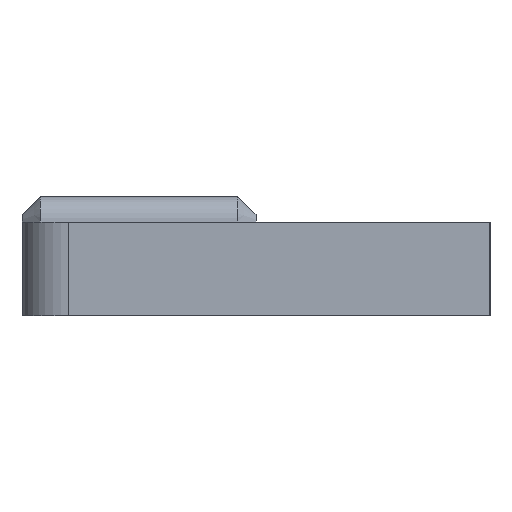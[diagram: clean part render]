
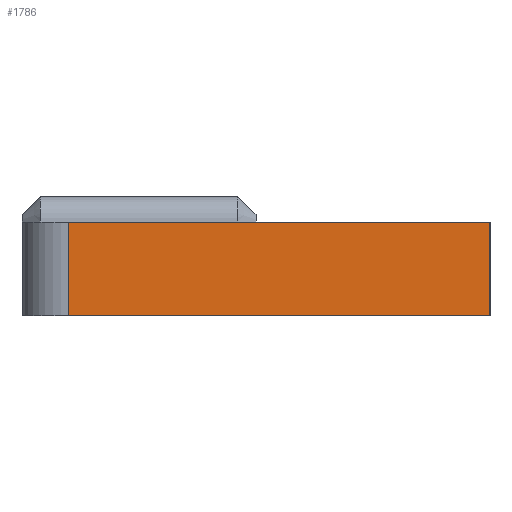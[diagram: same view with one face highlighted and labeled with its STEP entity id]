
A CAD part, left-side view. The second image highlights one B-rep face of the part: STEP entity #1786.
In plain terms, the highlighted planar face has unit normal (-1, 0, 0).
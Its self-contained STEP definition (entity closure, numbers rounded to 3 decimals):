
#32 = PLANE('',#33);
#33 = AXIS2_PLACEMENT_3D('',#34,#35,#36);
#34 = CARTESIAN_POINT('',(150.,182.976,4.));
#35 = DIRECTION('',(0.,0.,1.));
#36 = DIRECTION('',(1.,0.,0.));
#136 = VERTEX_POINT('',#137);
#137 = CARTESIAN_POINT('',(104.9,190.,4.));
#152 = CYLINDRICAL_SURFACE('',#153,2.);
#153 = AXIS2_PLACEMENT_3D('',#154,#155,#156);
#154 = CARTESIAN_POINT('',(106.9,190.,0.));
#155 = DIRECTION('',(-0.,-0.,-1.));
#156 = DIRECTION('',(1.,0.,0.));
#164 = EDGE_CURVE('',#165,#136,#167,.T.);
#165 = VERTEX_POINT('',#166);
#166 = CARTESIAN_POINT('',(104.9,172.,4.));
#167 = SURFACE_CURVE('',#168,(#172,#179),.PCURVE_S1.);
#168 = LINE('',#169,#170);
#169 = CARTESIAN_POINT('',(104.9,172.,4.));
#170 = VECTOR('',#171,1.);
#171 = DIRECTION('',(0.,1.,0.));
#172 = PCURVE('',#32,#173);
#173 = DEFINITIONAL_REPRESENTATION('',(#174),#178);
#174 = LINE('',#175,#176);
#175 = CARTESIAN_POINT('',(-45.1,-10.976));
#176 = VECTOR('',#177,1.);
#177 = DIRECTION('',(0.,1.));
#178 = ( GEOMETRIC_REPRESENTATION_CONTEXT(2) 
PARAMETRIC_REPRESENTATION_CONTEXT() REPRESENTATION_CONTEXT('2D SPACE',''
  ) );
#179 = PCURVE('',#180,#185);
#180 = PLANE('',#181);
#181 = AXIS2_PLACEMENT_3D('',#182,#183,#184);
#182 = CARTESIAN_POINT('',(104.9,172.,0.));
#183 = DIRECTION('',(-1.,0.,0.));
#184 = DIRECTION('',(0.,1.,0.));
#185 = DEFINITIONAL_REPRESENTATION('',(#186),#190);
#186 = LINE('',#187,#188);
#187 = CARTESIAN_POINT('',(0.,-4.));
#188 = VECTOR('',#189,1.);
#189 = DIRECTION('',(1.,0.));
#190 = ( GEOMETRIC_REPRESENTATION_CONTEXT(2) 
PARAMETRIC_REPRESENTATION_CONTEXT() REPRESENTATION_CONTEXT('2D SPACE',''
  ) );
#208 = PLANE('',#209);
#209 = AXIS2_PLACEMENT_3D('',#210,#211,#212);
#210 = CARTESIAN_POINT('',(104.9,172.,0.));
#211 = DIRECTION('',(0.,1.,0.));
#212 = DIRECTION('',(1.,0.,0.));
#1725 = PLANE('',#1726);
#1726 = AXIS2_PLACEMENT_3D('',#1727,#1728,#1729);
#1727 = CARTESIAN_POINT('',(150.,182.976,0.));
#1728 = DIRECTION('',(0.,0.,1.));
#1729 = DIRECTION('',(1.,0.,0.));
#1742 = EDGE_CURVE('',#1743,#136,#1745,.T.);
#1743 = VERTEX_POINT('',#1744);
#1744 = CARTESIAN_POINT('',(104.9,190.,0.));
#1745 = SURFACE_CURVE('',#1746,(#1750,#1757),.PCURVE_S1.);
#1746 = LINE('',#1747,#1748);
#1747 = CARTESIAN_POINT('',(104.9,190.,0.));
#1748 = VECTOR('',#1749,1.);
#1749 = DIRECTION('',(0.,0.,1.));
#1750 = PCURVE('',#152,#1751);
#1751 = DEFINITIONAL_REPRESENTATION('',(#1752),#1756);
#1752 = LINE('',#1753,#1754);
#1753 = CARTESIAN_POINT('',(-3.142,0.));
#1754 = VECTOR('',#1755,1.);
#1755 = DIRECTION('',(-0.,-1.));
#1756 = ( GEOMETRIC_REPRESENTATION_CONTEXT(2) 
PARAMETRIC_REPRESENTATION_CONTEXT() REPRESENTATION_CONTEXT('2D SPACE',''
  ) );
#1757 = PCURVE('',#180,#1758);
#1758 = DEFINITIONAL_REPRESENTATION('',(#1759),#1763);
#1759 = LINE('',#1760,#1761);
#1760 = CARTESIAN_POINT('',(18.,0.));
#1761 = VECTOR('',#1762,1.);
#1762 = DIRECTION('',(0.,-1.));
#1763 = ( GEOMETRIC_REPRESENTATION_CONTEXT(2) 
PARAMETRIC_REPRESENTATION_CONTEXT() REPRESENTATION_CONTEXT('2D SPACE',''
  ) );
#1786 = ADVANCED_FACE('',(#1787),#180,.T.);
#1787 = FACE_BOUND('',#1788,.T.);
#1788 = EDGE_LOOP('',(#1789,#1812,#1813,#1814));
#1789 = ORIENTED_EDGE('',*,*,#1790,.T.);
#1790 = EDGE_CURVE('',#1791,#165,#1793,.T.);
#1791 = VERTEX_POINT('',#1792);
#1792 = CARTESIAN_POINT('',(104.9,172.,0.));
#1793 = SURFACE_CURVE('',#1794,(#1798,#1805),.PCURVE_S1.);
#1794 = LINE('',#1795,#1796);
#1795 = CARTESIAN_POINT('',(104.9,172.,0.));
#1796 = VECTOR('',#1797,1.);
#1797 = DIRECTION('',(0.,0.,1.));
#1798 = PCURVE('',#180,#1799);
#1799 = DEFINITIONAL_REPRESENTATION('',(#1800),#1804);
#1800 = LINE('',#1801,#1802);
#1801 = CARTESIAN_POINT('',(0.,0.));
#1802 = VECTOR('',#1803,1.);
#1803 = DIRECTION('',(0.,-1.));
#1804 = ( GEOMETRIC_REPRESENTATION_CONTEXT(2) 
PARAMETRIC_REPRESENTATION_CONTEXT() REPRESENTATION_CONTEXT('2D SPACE',''
  ) );
#1805 = PCURVE('',#208,#1806);
#1806 = DEFINITIONAL_REPRESENTATION('',(#1807),#1811);
#1807 = LINE('',#1808,#1809);
#1808 = CARTESIAN_POINT('',(0.,0.));
#1809 = VECTOR('',#1810,1.);
#1810 = DIRECTION('',(0.,-1.));
#1811 = ( GEOMETRIC_REPRESENTATION_CONTEXT(2) 
PARAMETRIC_REPRESENTATION_CONTEXT() REPRESENTATION_CONTEXT('2D SPACE',''
  ) );
#1812 = ORIENTED_EDGE('',*,*,#164,.T.);
#1813 = ORIENTED_EDGE('',*,*,#1742,.F.);
#1814 = ORIENTED_EDGE('',*,*,#1815,.F.);
#1815 = EDGE_CURVE('',#1791,#1743,#1816,.T.);
#1816 = SURFACE_CURVE('',#1817,(#1821,#1828),.PCURVE_S1.);
#1817 = LINE('',#1818,#1819);
#1818 = CARTESIAN_POINT('',(104.9,172.,0.));
#1819 = VECTOR('',#1820,1.);
#1820 = DIRECTION('',(0.,1.,0.));
#1821 = PCURVE('',#180,#1822);
#1822 = DEFINITIONAL_REPRESENTATION('',(#1823),#1827);
#1823 = LINE('',#1824,#1825);
#1824 = CARTESIAN_POINT('',(0.,0.));
#1825 = VECTOR('',#1826,1.);
#1826 = DIRECTION('',(1.,0.));
#1827 = ( GEOMETRIC_REPRESENTATION_CONTEXT(2) 
PARAMETRIC_REPRESENTATION_CONTEXT() REPRESENTATION_CONTEXT('2D SPACE',''
  ) );
#1828 = PCURVE('',#1725,#1829);
#1829 = DEFINITIONAL_REPRESENTATION('',(#1830),#1834);
#1830 = LINE('',#1831,#1832);
#1831 = CARTESIAN_POINT('',(-45.1,-10.976));
#1832 = VECTOR('',#1833,1.);
#1833 = DIRECTION('',(0.,1.));
#1834 = ( GEOMETRIC_REPRESENTATION_CONTEXT(2) 
PARAMETRIC_REPRESENTATION_CONTEXT() REPRESENTATION_CONTEXT('2D SPACE',''
  ) );
